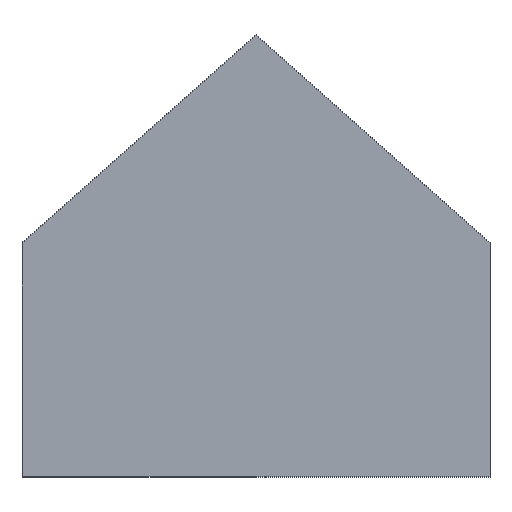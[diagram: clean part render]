
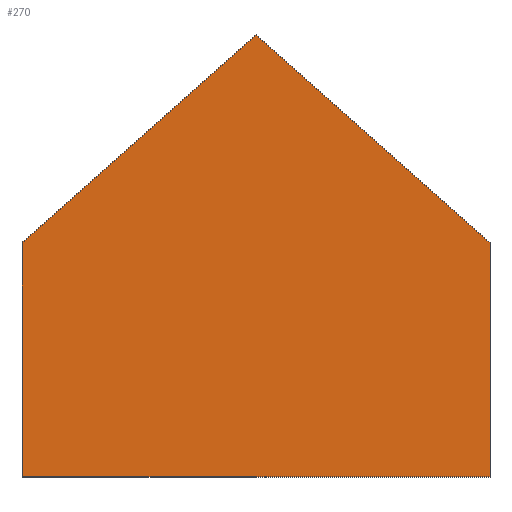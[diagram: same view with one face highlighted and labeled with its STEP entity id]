
A CAD part, top view. The second image highlights one B-rep face of the part: STEP entity #270.
In plain terms, the highlighted planar face has unit normal (0, 0, 1).
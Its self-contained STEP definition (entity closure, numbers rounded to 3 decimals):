
#5 = LINE ( 'NONE', #241, #130 ) ;
#20 = VERTEX_POINT ( 'NONE', #109 ) ;
#21 = DIRECTION ( 'NONE',  ( 1., 0., 0. ) ) ;
#24 = EDGE_CURVE ( 'NONE', #72, #238, #199, .T. ) ;
#33 = EDGE_CURVE ( 'NONE', #238, #20, #5, .T. ) ;
#34 = VERTEX_POINT ( 'NONE', #125 ) ;
#44 = DIRECTION ( 'NONE',  ( 0., 0., 1. ) ) ;
#55 = VECTOR ( 'NONE', #21, 1000. ) ;
#59 = CARTESIAN_POINT ( 'NONE',  ( 45., 0., 40. ) ) ;
#70 = DIRECTION ( 'NONE',  ( 1., 0., 0. ) ) ;
#72 = VERTEX_POINT ( 'NONE', #79 ) ;
#79 = CARTESIAN_POINT ( 'NONE',  ( 0., 85., 40. ) ) ;
#80 = EDGE_CURVE ( 'NONE', #34, #132, #252, .T. ) ;
#84 = DIRECTION ( 'NONE',  ( -0.747, 0.664, 0. ) ) ;
#86 = VECTOR ( 'NONE', #239, 1000. ) ;
#87 = PLANE ( 'NONE',  #182 ) ;
#90 = EDGE_CURVE ( 'NONE', #20, #34, #251, .T. ) ;
#92 = ORIENTED_EDGE ( 'NONE', *, *, #224, .T. ) ;
#93 = FACE_OUTER_BOUND ( 'NONE', #114, .T. ) ;
#95 = DIRECTION ( 'NONE',  ( 0., -1., 0. ) ) ;
#108 = CARTESIAN_POINT ( 'NONE',  ( 45., 45., 40. ) ) ;
#109 = CARTESIAN_POINT ( 'NONE',  ( -45., 0., 40. ) ) ;
#114 = EDGE_LOOP ( 'NONE', ( #134, #226, #138, #92, #223 ) ) ;
#118 = CARTESIAN_POINT ( 'NONE',  ( 0., 85., 40. ) ) ;
#119 = VECTOR ( 'NONE', #168, 1000. ) ;
#121 = CARTESIAN_POINT ( 'NONE',  ( -45., 0., 40. ) ) ;
#124 = LINE ( 'NONE', #210, #234 ) ;
#125 = CARTESIAN_POINT ( 'NONE',  ( 45., 0., 40. ) ) ;
#126 = CARTESIAN_POINT ( 'NONE',  ( -45., 45., 40. ) ) ;
#130 = VECTOR ( 'NONE', #95, 1000. ) ;
#132 = VERTEX_POINT ( 'NONE', #108 ) ;
#134 = ORIENTED_EDGE ( 'NONE', *, *, #33, .T. ) ;
#135 = CARTESIAN_POINT ( 'NONE',  ( 0., 0., 40. ) ) ;
#138 = ORIENTED_EDGE ( 'NONE', *, *, #80, .T. ) ;
#168 = DIRECTION ( 'NONE',  ( 0., 1., 0. ) ) ;
#182 = AXIS2_PLACEMENT_3D ( 'NONE', #135, #44, #70 ) ;
#199 = LINE ( 'NONE', #118, #86 ) ;
#210 = CARTESIAN_POINT ( 'NONE',  ( 45., 45., 40. ) ) ;
#223 = ORIENTED_EDGE ( 'NONE', *, *, #24, .T. ) ;
#224 = EDGE_CURVE ( 'NONE', #132, #72, #124, .T. ) ;
#226 = ORIENTED_EDGE ( 'NONE', *, *, #90, .T. ) ;
#234 = VECTOR ( 'NONE', #84, 1000. ) ;
#238 = VERTEX_POINT ( 'NONE', #126 ) ;
#239 = DIRECTION ( 'NONE',  ( -0.747, -0.664, 0. ) ) ;
#241 = CARTESIAN_POINT ( 'NONE',  ( -45., 45., 40. ) ) ;
#251 = LINE ( 'NONE', #121, #55 ) ;
#252 = LINE ( 'NONE', #59, #119 ) ;
#270 = ADVANCED_FACE ( 'NONE', ( #93 ), #87, .T. ) ;
